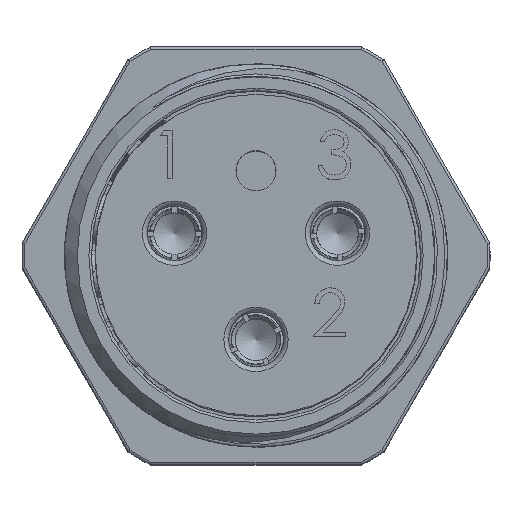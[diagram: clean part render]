
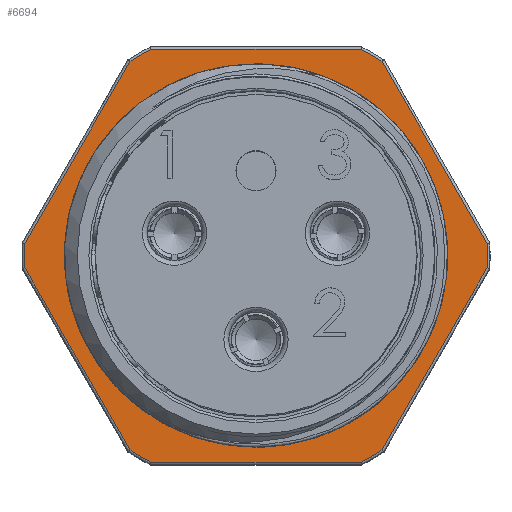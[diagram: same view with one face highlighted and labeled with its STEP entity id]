
A CAD part, top view. The second image highlights one B-rep face of the part: STEP entity #6694.
In plain terms, the highlighted planar face has unit normal (0, 0, 1).
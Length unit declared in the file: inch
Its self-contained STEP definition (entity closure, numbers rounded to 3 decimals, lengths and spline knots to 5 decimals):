
#125=PLANE($,#7203);
#551=LINE($,#17463,#870);
#552=LINE($,#17467,#871);
#553=LINE($,#17471,#872);
#554=LINE($,#17475,#873);
#555=LINE($,#17478,#874);
#556=LINE($,#17480,#875);
#870=VECTOR($,#8035,0.40841);
#871=VECTOR($,#8038,0.40841);
#872=VECTOR($,#8041,0.40841);
#873=VECTOR($,#8044,0.40841);
#874=VECTOR($,#8047,0.40841);
#875=VECTOR($,#8048,0.40841);
#1401=FACE_BOUND($,#2056,.T.);
#1589=FACE_OUTER_BOUND($,#2055,.T.);
#2055=EDGE_LOOP($,(#4892,#4893,#4894,#4895,#4896,#4897,#4898,#4899,#4900,
#4901,#4902,#4903));
#2056=EDGE_LOOP($,(#4904));
#2579=CIRCLE($,#7097,0.363);
#2599=CIRCLE($,#7127,0.45);
#2640=CIRCLE($,#7204,0.45);
#2641=CIRCLE($,#7205,0.45);
#2642=CIRCLE($,#7206,0.45);
#2643=CIRCLE($,#7207,0.45);
#2644=CIRCLE($,#7208,0.45);
#2898=VERTEX_POINT($,#9573);
#2918=VERTEX_POINT($,#9623);
#2919=VERTEX_POINT($,#9624);
#3053=VERTEX_POINT($,#17461);
#3054=VERTEX_POINT($,#17462);
#3055=VERTEX_POINT($,#17464);
#3056=VERTEX_POINT($,#17466);
#3057=VERTEX_POINT($,#17468);
#3058=VERTEX_POINT($,#17470);
#3059=VERTEX_POINT($,#17472);
#3060=VERTEX_POINT($,#17474);
#3061=VERTEX_POINT($,#17476);
#3062=VERTEX_POINT($,#17479);
#3635=EDGE_CURVE($,#2898,#2898,#2579,.T.);
#3655=EDGE_CURVE($,#2918,#2919,#2599,.T.);
#3803=EDGE_CURVE($,#3053,#3054,#551,.T.);
#3804=EDGE_CURVE($,#3054,#3055,#2640,.T.);
#3805=EDGE_CURVE($,#3055,#3056,#552,.T.);
#3806=EDGE_CURVE($,#3056,#3057,#2641,.T.);
#3807=EDGE_CURVE($,#3057,#3058,#553,.T.);
#3808=EDGE_CURVE($,#3058,#3059,#2642,.T.);
#3809=EDGE_CURVE($,#3059,#3060,#554,.T.);
#3810=EDGE_CURVE($,#3060,#3061,#2643,.T.);
#3811=EDGE_CURVE($,#3061,#2918,#555,.T.);
#3812=EDGE_CURVE($,#2919,#3062,#556,.T.);
#3813=EDGE_CURVE($,#3062,#3053,#2644,.T.);
#4892=ORIENTED_EDGE($,*,*,#3803,.T.);
#4893=ORIENTED_EDGE($,*,*,#3804,.T.);
#4894=ORIENTED_EDGE($,*,*,#3805,.T.);
#4895=ORIENTED_EDGE($,*,*,#3806,.T.);
#4896=ORIENTED_EDGE($,*,*,#3807,.T.);
#4897=ORIENTED_EDGE($,*,*,#3808,.T.);
#4898=ORIENTED_EDGE($,*,*,#3809,.T.);
#4899=ORIENTED_EDGE($,*,*,#3810,.T.);
#4900=ORIENTED_EDGE($,*,*,#3811,.T.);
#4901=ORIENTED_EDGE($,*,*,#3655,.T.);
#4902=ORIENTED_EDGE($,*,*,#3812,.T.);
#4903=ORIENTED_EDGE($,*,*,#3813,.T.);
#4904=ORIENTED_EDGE($,*,*,#3635,.T.);
#6694=ADVANCED_FACE($,(#1589,#1401),#125,.F.);
#7097=AXIS2_PLACEMENT_3D($,#9574,#7818,#7819);
#7127=AXIS2_PLACEMENT_3D($,#9625,#7878,#7879);
#7203=AXIS2_PLACEMENT_3D($,#17460,#8033,#8034);
#7204=AXIS2_PLACEMENT_3D($,#17465,#8036,#8037);
#7205=AXIS2_PLACEMENT_3D($,#17469,#8039,#8040);
#7206=AXIS2_PLACEMENT_3D($,#17473,#8042,#8043);
#7207=AXIS2_PLACEMENT_3D($,#17477,#8045,#8046);
#7208=AXIS2_PLACEMENT_3D($,#17481,#8049,#8050);
#7818=DIRECTION('center_axis',(0.,0.,-1.));
#7819=DIRECTION('ref_axis',(-1.,0.,0.));
#7878=DIRECTION('center_axis',(0.,0.,1.));
#7879=DIRECTION('ref_axis',(-1.,0.,0.));
#8033=DIRECTION('center_axis',(0.,0.,-1.));
#8034=DIRECTION('ref_axis',(-1.,0.,0.));
#8035=DIRECTION($,(1.,0.,0.));
#8036=DIRECTION('center_axis',(0.,0.,1.));
#8037=DIRECTION('ref_axis',(-1.,0.,0.));
#8038=DIRECTION($,(0.5,0.866,0.));
#8039=DIRECTION('center_axis',(0.,0.,1.));
#8040=DIRECTION('ref_axis',(-1.,0.,0.));
#8041=DIRECTION($,(-0.5,0.866,0.));
#8042=DIRECTION('center_axis',(0.,0.,1.));
#8043=DIRECTION('ref_axis',(-1.,0.,0.));
#8044=DIRECTION($,(-1.,0.,0.));
#8045=DIRECTION('center_axis',(0.,0.,1.));
#8046=DIRECTION('ref_axis',(-1.,0.,0.));
#8047=DIRECTION($,(-0.5,-0.866,0.));
#8048=DIRECTION($,(0.5,-0.866,0.));
#8049=DIRECTION('center_axis',(0.,0.,1.));
#8050=DIRECTION('ref_axis',(-1.,0.,0.));
#9573=CARTESIAN_POINT('',(-0.34115,0.,0.25));
#9574=CARTESIAN_POINT('Origin',(0.02185,0.,
0.25));
#9623=CARTESIAN_POINT('',(-0.42753,0.02365,0.25));
#9624=CARTESIAN_POINT('',(-0.42753,-0.02365,0.25));
#9625=CARTESIAN_POINT('Origin',(0.02185,0.,0.25));
#17460=CARTESIAN_POINT('Origin',(-0.21255,0.406,0.25));
#17461=CARTESIAN_POINT('',(-0.18235,-0.401,0.25));
#17462=CARTESIAN_POINT('',(0.22606,-0.401,0.25));
#17463=CARTESIAN_POINT($,(0.22725,-0.401,0.25));
#17464=CARTESIAN_POINT('',(0.26703,-0.37735,0.25));
#17465=CARTESIAN_POINT('Origin',(0.02185,0.,0.25));
#17466=CARTESIAN_POINT('',(0.47123,-0.02365,0.25));
#17467=CARTESIAN_POINT($,(0.47183,-0.02262,0.25));
#17468=CARTESIAN_POINT('',(0.47123,0.02365,0.25));
#17469=CARTESIAN_POINT('Origin',(0.02185,0.,0.25));
#17470=CARTESIAN_POINT('',(0.26703,0.37735,0.25));
#17471=CARTESIAN_POINT($,(0.26643,0.37838,0.25));
#17472=CARTESIAN_POINT('',(0.22606,0.401,0.25));
#17473=CARTESIAN_POINT('Origin',(0.02185,0.,0.25));
#17474=CARTESIAN_POINT('',(-0.18235,0.401,0.25));
#17475=CARTESIAN_POINT($,(-0.18355,0.401,0.25));
#17476=CARTESIAN_POINT('',(-0.22332,0.37735,0.25));
#17477=CARTESIAN_POINT('Origin',(0.02185,0.,0.25));
#17478=CARTESIAN_POINT($,(-0.42812,0.02262,0.25));
#17479=CARTESIAN_POINT('',(-0.22332,-0.37735,0.25));
#17480=CARTESIAN_POINT($,(-0.22272,-0.37838,0.25));
#17481=CARTESIAN_POINT('Origin',(0.02185,0.,0.25));
